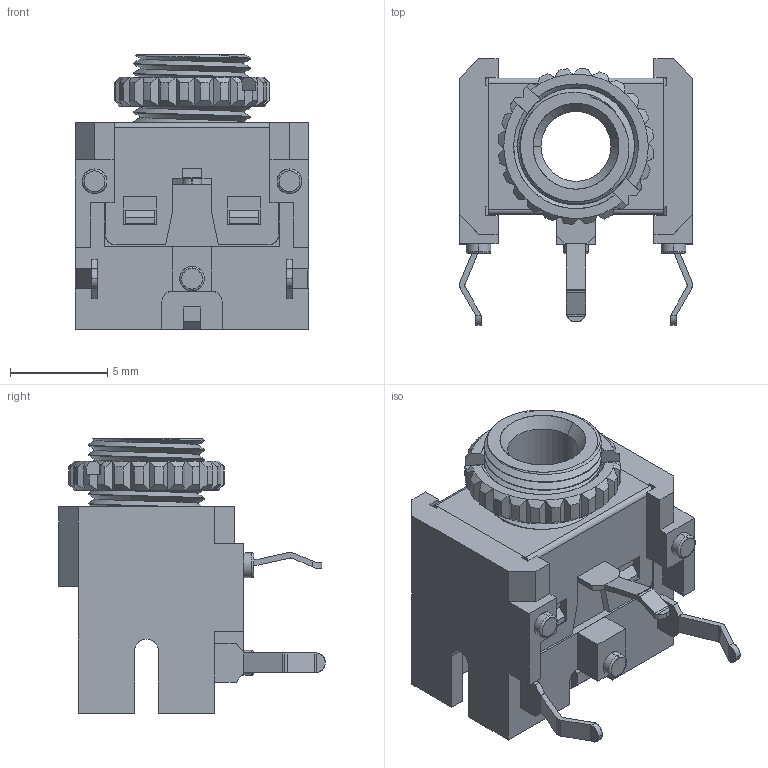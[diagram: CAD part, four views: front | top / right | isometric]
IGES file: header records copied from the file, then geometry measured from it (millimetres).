
Start section: SolidWorks IGES file using analytic representation for surfaces
Global section: file name: STX-3100-3C_rA3.IGS; native system: SolidWorks 2012; preprocessor: SolidWorks 2012; author: William; date: 120913.081238; units: millimetre
Bounding box: 12 x 13.67 x 14.1 mm (x, y, z)
Surface area: 1387.8 mm2 (no closed solid volume)
Topology: 0 solids, 0 shells, 437 faces, 2996 edges, 2996 vertices
Faces by surface type: bspline 288, revolution 149
